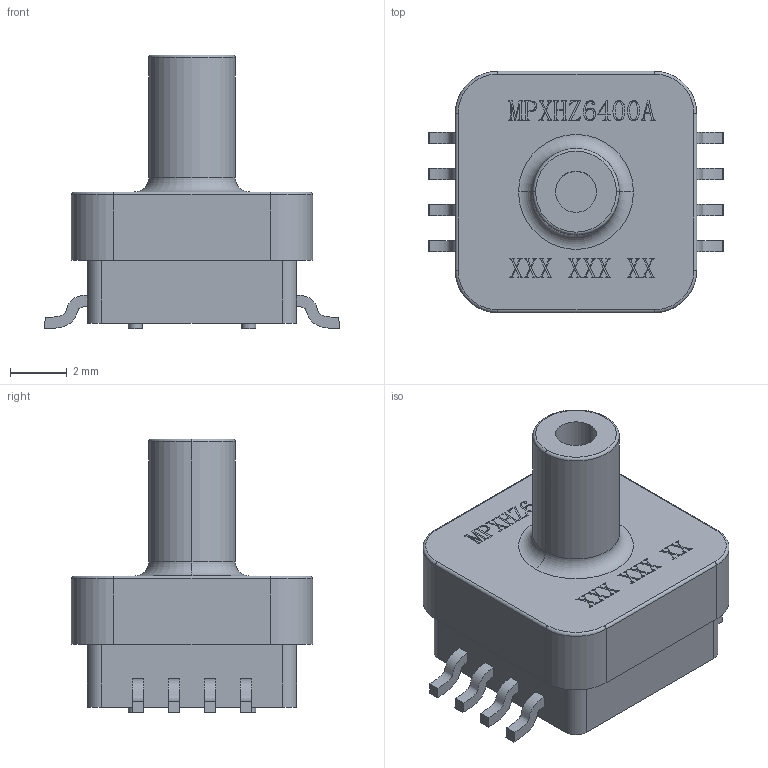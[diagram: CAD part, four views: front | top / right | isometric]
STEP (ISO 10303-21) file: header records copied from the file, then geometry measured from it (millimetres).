
FILE_DESCRIPTION (( 'STEP AP214' ), '1' );
FILE_NAME ('User Library-A3D-017-00002.STEP', '2019-08-02T10:51:50', ( '' ), ( '' ), 'SwSTEP 2.0', 'SolidWorks 2019', '' );
FILE_SCHEMA (( 'AUTOMOTIVE_DESIGN' ));
Length unit declared in the file: millimetre
Products named in the file (1): User Library-A3D-017-00002
Bounding box: 10.39 x 8.51 x 9.65 mm (x, y, z)
Volume: 319.9 mm3; surface area: 369.5 mm2
Topology: 1 solids, 1 shells, 113 faces, 738 edges, 666 vertices
Faces by surface type: plane 65, cylinder 24, bspline 16, torus 8
Entity records: 10635 total; most frequent: CARTESIAN_POINT 3764, ORIENTED_EDGE 1476, DIRECTION 800, EDGE_CURVE 738, VERTEX_POINT 666, LINE 484, VECTOR 484, B_SPLINE_CURVE_WITH_KNOTS 194
